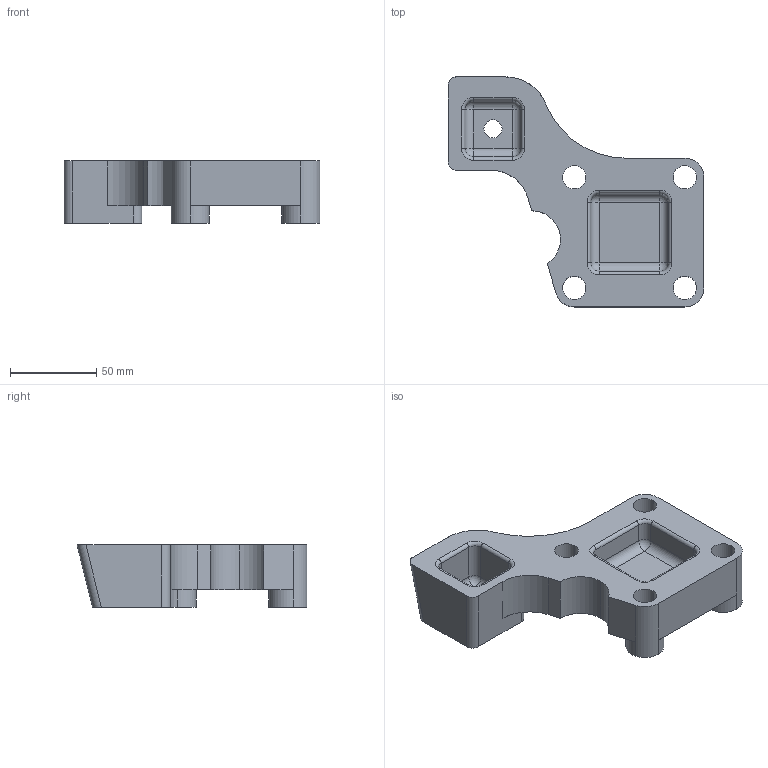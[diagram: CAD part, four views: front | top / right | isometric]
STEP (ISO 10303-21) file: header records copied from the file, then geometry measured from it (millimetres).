
FILE_DESCRIPTION(('CATIA V5 STEP Exchange'),'2;1');
FILE_NAME('SUPPORT_MOTEUR_CRABE.stp','2017-06-06T12:25:06+00:00',('none'),('SNECMA'),'CATIA Version 5 Release 19 SP 9 (IN-10)','CATIA V5 STEP AP214','none');
FILE_SCHEMA(('AUTOMOTIVE_DESIGN { 1 0 10303 214 1 1 1 1 }'));
Length unit declared in the file: millimetre
Products named in the file (1): SUPPORT_MOTEUR_CRABE
Bounding box: 148 x 133 x 36 mm (x, y, z)
Volume: 237983.8 mm3; surface area: 50187.1 mm2
Topology: 1 solids, 1 shells, 93 faces, 226 edges, 130 vertices
Faces by surface type: cylinder 51, plane 26, sphere 8, torus 8
Entity records: 3014 total; most frequent: CARTESIAN_POINT 503, ORIENTED_EDGE 436, DIRECTION 375, EDGE_CURVE 218, AXIS2_PLACEMENT_3D 188, VERTEX_POINT 130, VECTOR 107, LINE 107
